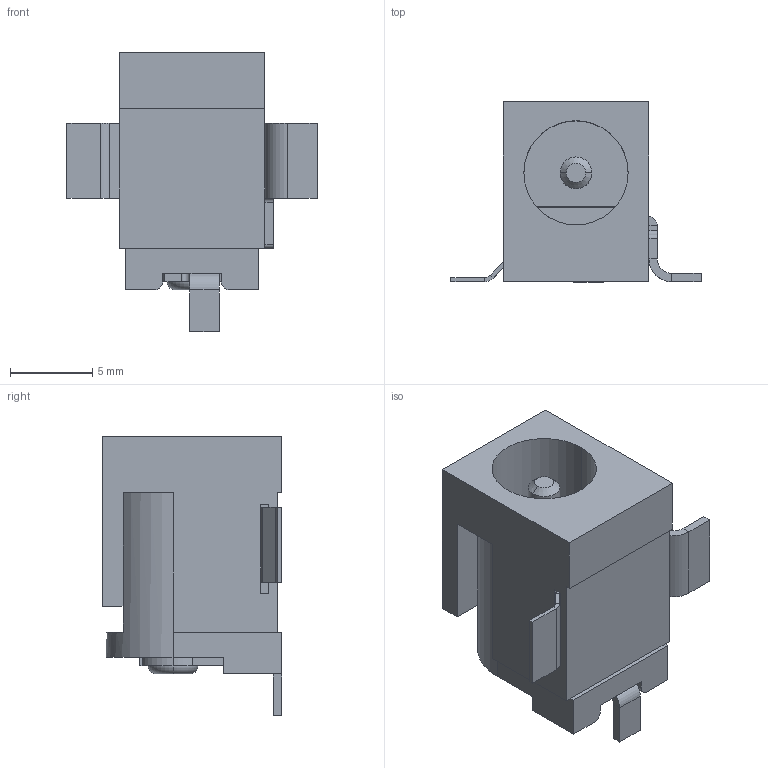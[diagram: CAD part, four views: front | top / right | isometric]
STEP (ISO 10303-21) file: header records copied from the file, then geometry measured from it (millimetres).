
FILE_DESCRIPTION (( 'STEP AP214' ), '1' );
FILE_NAME ('RASM722X.STEP', '2018-06-08T09:32:38', ( '' ), ( '' ), 'SwSTEP 2.0', 'SolidWorks 2017', '' );
FILE_SCHEMA (( 'AUTOMOTIVE_DESIGN' ));
Length unit declared in the file: inch
Products named in the file (1): RASM722X
Bounding box: 15.24 x 10.95 x 17.02 mm (x, y, z)
Volume: 995.1 mm3; surface area: 1312.4 mm2
Topology: 7 solids, 7 shells, 139 faces, 316 edges, 194 vertices
Faces by surface type: plane 107, cylinder 28, torus 2, cone 2
Entity records: 3944 total; most frequent: CARTESIAN_POINT 698, DIRECTION 648, ORIENTED_EDGE 632, EDGE_CURVE 316, LINE 248, VECTOR 248, AXIS2_PLACEMENT_3D 200, VERTEX_POINT 194
